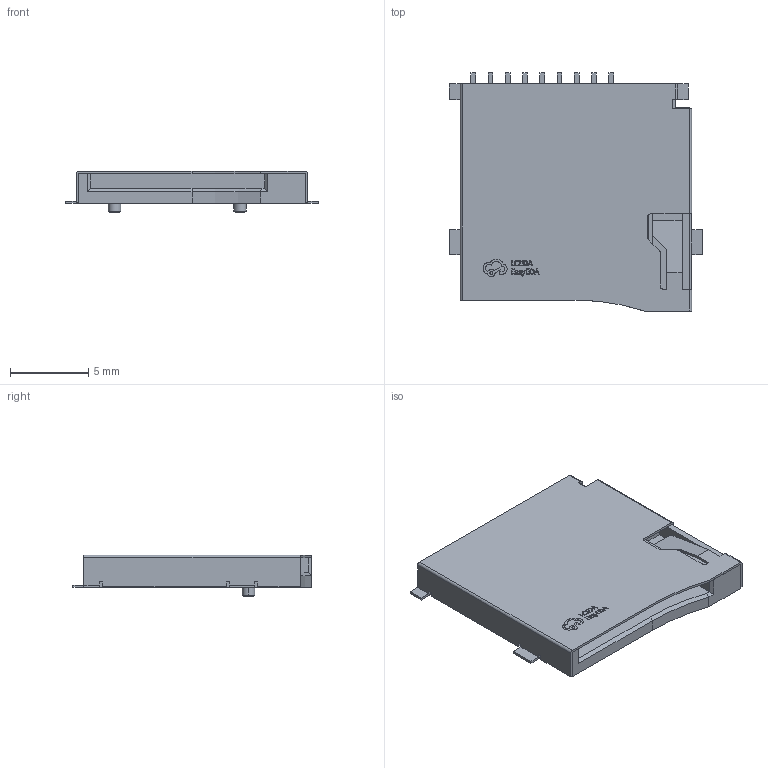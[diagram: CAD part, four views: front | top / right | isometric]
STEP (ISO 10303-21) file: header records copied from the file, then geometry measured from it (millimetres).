
FILE_DESCRIPTION(('FreeCAD Model'),'2;1');
FILE_NAME('Open CASCADE Shape Model','2024-11-03T13:24:28',(''),(''), 'Open CASCADE STEP processor 7.6','FreeCAD','Unknown');
FILE_SCHEMA(('AUTOMOTIVE_DESIGN { 1 0 10303 214 1 1 1 1 }'));
Length unit declared in the file: millimetre
Products named in the file (14): 2ndk-CARD1; TF-SMD_TF-PUSH; COMPOUND011; COMPOUND; COMPOUND001; COMPOUND002; COMPOUND003; COMPOUND004; COMPOUND005; COMPOUND006; COMPOUND007; COMPOUND008; COMPOUND009; COMPOUND010
Assembly tree (13 placements, depth 4):
  2ndk-CARD1
    TF-SMD_TF-PUSH
      COMPOUND011
        COMPOUND
        COMPOUND001
        COMPOUND002
        COMPOUND003
        COMPOUND004
        COMPOUND005
        COMPOUND006
        COMPOUND007
        COMPOUND008
        COMPOUND009
        COMPOUND010
Bounding box: 16.15 x 15.2 x 2.65 mm (x, y, z)
Volume: 264.9 mm3; surface area: 1122 mm2
Topology: 11 solids, 11 shells, 424 faces, 1114 edges, 740 vertices
Faces by surface type: plane 303, bspline 98, cylinder 18, cone 5
Entity records: 30417 total; most frequent: CARTESIAN_POINT 6776, DIRECTION 3443, LINE 2662, VECTOR 2662, ORIENTED_EDGE 2228, PCURVE 2228, DEFINITIONAL_REPRESENTATION 2228, EDGE_CURVE 1114
